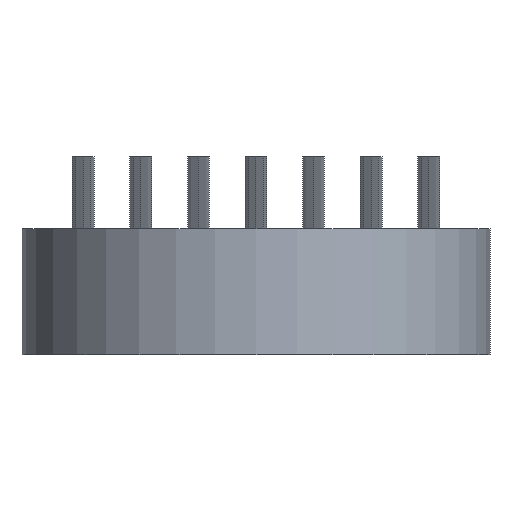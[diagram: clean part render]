
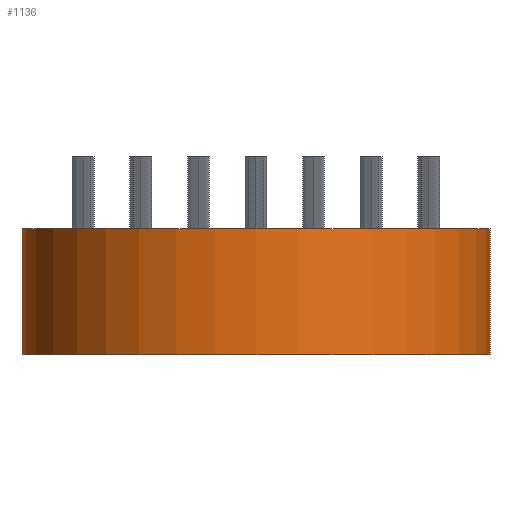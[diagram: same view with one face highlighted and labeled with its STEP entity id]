
A CAD part, front view. The second image highlights one B-rep face of the part: STEP entity #1136.
In plain terms, the highlighted cylindrical face has radius 6.5 mm (diameter 13 mm), a full revolution.
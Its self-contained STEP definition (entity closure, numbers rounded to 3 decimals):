
#163=LINE('',#1812,#312);
#312=VECTOR('',#1493,6.5);
#314=CYLINDRICAL_SURFACE('',#1214,6.5);
#382=FACE_OUTER_BOUND('',#444,.T.);
#444=EDGE_LOOP('',(#964,#965,#966,#967));
#453=CIRCLE('',#1153,6.5);
#456=CIRCLE('',#1215,6.5);
#457=VERTEX_POINT('',#1500);
#558=VERTEX_POINT('',#1811);
#559=EDGE_CURVE('',#457,#457,#453,.T.);
#710=EDGE_CURVE('',#457,#558,#163,.T.);
#711=EDGE_CURVE('',#558,#558,#456,.T.);
#964=ORIENTED_EDGE('',*,*,#559,.T.);
#965=ORIENTED_EDGE('',*,*,#710,.T.);
#966=ORIENTED_EDGE('',*,*,#711,.F.);
#967=ORIENTED_EDGE('',*,*,#710,.F.);
#1136=ADVANCED_FACE('',(#382),#314,.T.);
#1153=AXIS2_PLACEMENT_3D('',#1501,#1221,#1222);
#1214=AXIS2_PLACEMENT_3D('',#1810,#1491,#1492);
#1215=AXIS2_PLACEMENT_3D('',#1813,#1494,#1495);
#1221=DIRECTION('center_axis',(0.,0.,1.));
#1222=DIRECTION('ref_axis',(1.,0.,0.));
#1491=DIRECTION('center_axis',(0.,0.,-1.));
#1492=DIRECTION('ref_axis',(1.,0.,0.));
#1493=DIRECTION('',(0.,0.,1.));
#1494=DIRECTION('center_axis',(0.,0.,1.));
#1495=DIRECTION('ref_axis',(1.,0.,0.));
#1500=CARTESIAN_POINT('',(-6.5,0.,-3.5));
#1501=CARTESIAN_POINT('Origin',(0.,0.,-3.5));
#1810=CARTESIAN_POINT('Origin',(0.,0.,0.));
#1811=CARTESIAN_POINT('',(-6.5,0.,0.));
#1812=CARTESIAN_POINT('',(-6.5,0.,0.));
#1813=CARTESIAN_POINT('Origin',(0.,0.,0.));
